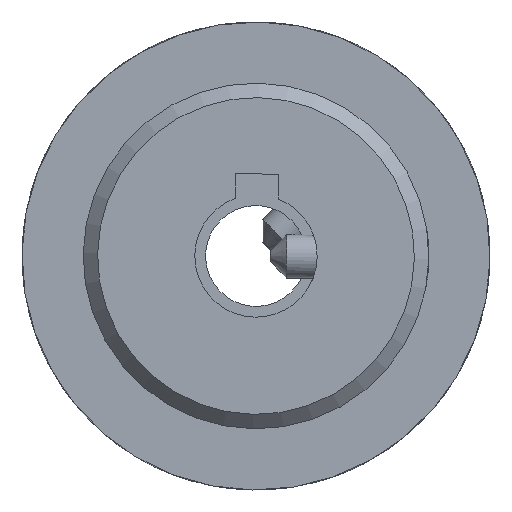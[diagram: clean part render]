
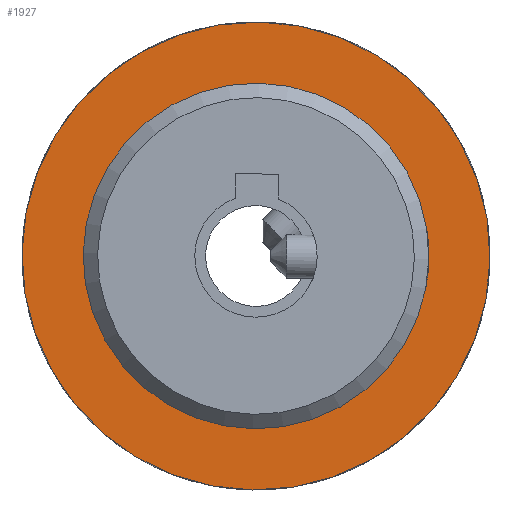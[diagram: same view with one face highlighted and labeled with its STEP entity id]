
A CAD part, left-side view. The second image highlights one B-rep face of the part: STEP entity #1927.
In plain terms, the highlighted planar face has unit normal (-1, 0, 0).
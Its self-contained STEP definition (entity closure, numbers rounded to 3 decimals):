
#274=PLANE($,#2139);
#385=FACE_BOUND($,#605,.T.);
#462=FACE_OUTER_BOUND($,#604,.T.);
#604=EDGE_LOOP($,(#1608));
#605=EDGE_LOOP($,(#1609));
#706=CIRCLE($,#2075,24.);
#733=CIRCLE($,#2118,32.5);
#881=VERTEX_POINT($,#3193);
#923=VERTEX_POINT($,#3371);
#1103=EDGE_CURVE($,#881,#881,#706,.T.);
#1155=EDGE_CURVE($,#923,#923,#733,.T.);
#1608=ORIENTED_EDGE($,*,*,#1155,.F.);
#1609=ORIENTED_EDGE($,*,*,#1103,.T.);
#1927=ADVANCED_FACE($,(#462,#385),#274,.T.);
#2075=AXIS2_PLACEMENT_3D($,#3194,#2475,#2476);
#2118=AXIS2_PLACEMENT_3D($,#3372,#2583,#2584);
#2139=AXIS2_PLACEMENT_3D($,#3401,#2629,#2630);
#2475=DIRECTION('center_axis',(1.,0.,0.));
#2476=DIRECTION('ref_axis',(0.,1.,0.016));
#2583=DIRECTION('center_axis',(1.,0.,0.));
#2584=DIRECTION('ref_axis',(0.,1.,0.016));
#2629=DIRECTION('center_axis',(-1.,0.,0.));
#2630=DIRECTION('ref_axis',(0.,-0.016,1.));
#3193=CARTESIAN_POINT('',(2200.148,481.16,-226.938));
#3194=CARTESIAN_POINT('Origin',(2200.148,457.163,-227.315));
#3371=CARTESIAN_POINT('',(2200.148,489.659,-226.805));
#3372=CARTESIAN_POINT('Origin',(2200.148,457.163,-227.315));
#3401=CARTESIAN_POINT('Origin',(2200.148,485.409,-226.871));
